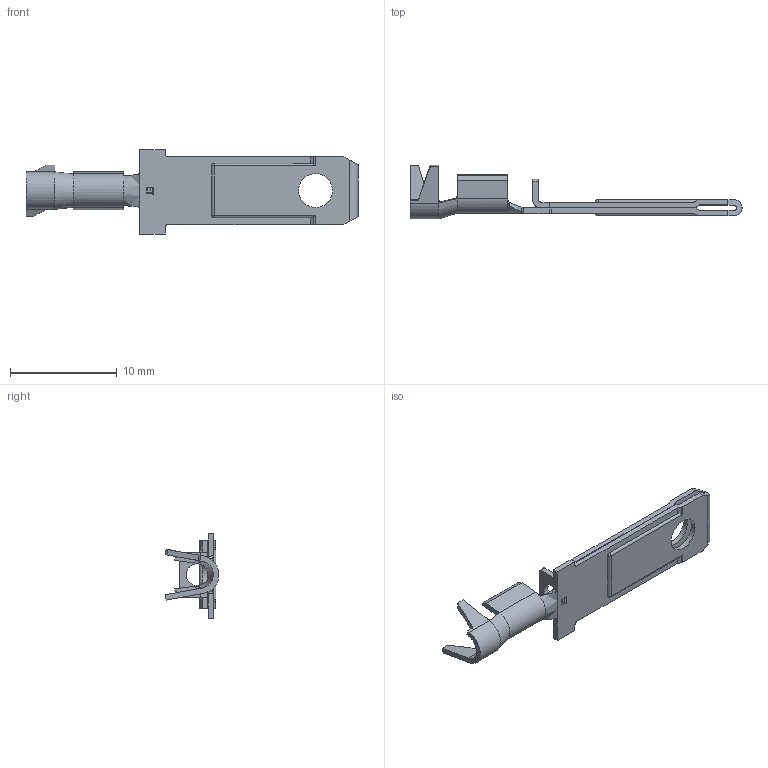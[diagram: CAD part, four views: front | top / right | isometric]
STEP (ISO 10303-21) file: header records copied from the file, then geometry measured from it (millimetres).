
FILE_DESCRIPTION (( 'STEP AP203' ), '1' );
FILE_NAME ('14058.STEP', '2015-02-23T15:37:17', ( '' ), ( '' ), 'SwSTEP 2.0', 'SolidWorks 2014', '' );
FILE_SCHEMA (( 'CONFIG_CONTROL_DESIGN' ));
Length unit declared in the file: inch
Products named in the file (1): 14058
Bounding box: 31.04 x 5.03 x 7.87 mm (x, y, z)
Volume: 156.8 mm3; surface area: 724.8 mm2
Topology: 1 solids, 1 shells, 201 faces, 549 edges, 342 vertices
Faces by surface type: plane 116, cylinder 50, bspline 19, cone 8, sphere 4, torus 4
Entity records: 6733 total; most frequent: CARTESIAN_POINT 1788, ORIENTED_EDGE 1082, DIRECTION 925, EDGE_CURVE 541, LINE 371, VECTOR 371, VERTEX_POINT 342, AXIS2_PLACEMENT_3D 277
